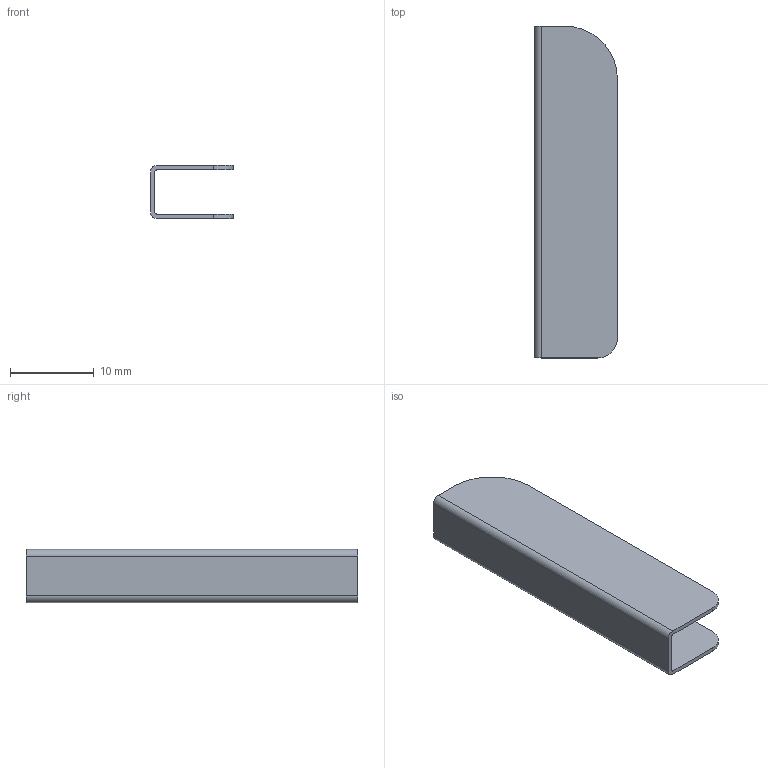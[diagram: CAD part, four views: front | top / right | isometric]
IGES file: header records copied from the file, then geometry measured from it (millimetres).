
Start section: SolidWorks IGES file using analytic representation for surfaces
Global section: file name: bth ULTRA 240 VAC -33 to 36 kW.IGS; native system: SolidWorks 2019; preprocessor: SolidWorks 2019; author: lucbi; date: 190926.134852; units: inch
Bounding box: 9.91 x 39.67 x 6.35 mm (x, y, z)
Volume: 487.4 mm3; surface area: 1980.7 mm2
Topology: 1 solids, 1 shells, 18 faces, 48 edges, 32 vertices
Faces by surface type: plane 10, revolution 8
